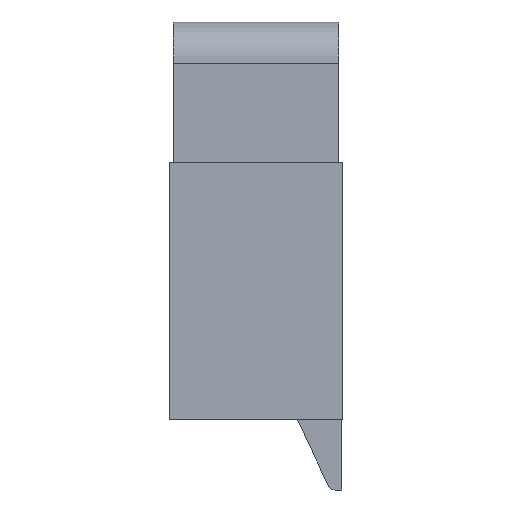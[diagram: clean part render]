
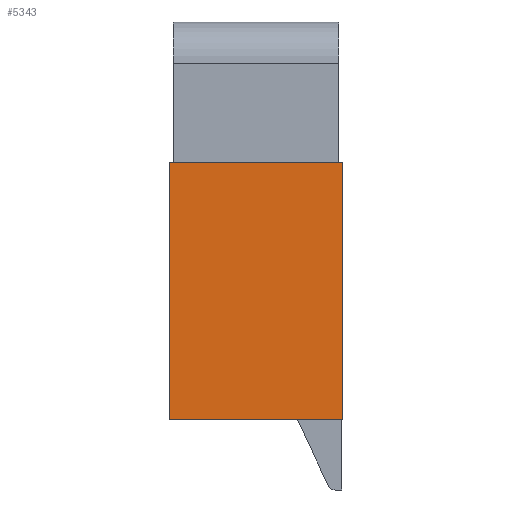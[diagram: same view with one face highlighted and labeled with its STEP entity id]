
A CAD part, left-side view. The second image highlights one B-rep face of the part: STEP entity #5343.
In plain terms, the highlighted planar face has unit normal (-1, 0, 0).
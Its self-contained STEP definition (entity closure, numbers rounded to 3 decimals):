
#1133=ORIENTED_EDGE('',*,*,#2239,.T.);
#1134=ORIENTED_EDGE('',*,*,#2233,.F.);
#1135=ORIENTED_EDGE('',*,*,#2229,.F.);
#1136=ORIENTED_EDGE('',*,*,#2240,.F.);
#1137=ORIENTED_EDGE('',*,*,#2241,.F.);
#1138=ORIENTED_EDGE('',*,*,#2236,.T.);
#2229=EDGE_CURVE('',#2833,#2824,#3474,.T.);
#2233=EDGE_CURVE('',#2824,#2835,#3478,.T.);
#2236=EDGE_CURVE('',#2838,#2837,#3481,.T.);
#2239=EDGE_CURVE('',#2837,#2835,#3484,.T.);
#2240=EDGE_CURVE('',#2840,#2833,#3485,.T.);
#2241=EDGE_CURVE('',#2838,#2840,#3486,.T.);
#2824=VERTEX_POINT('',#8271);
#2833=VERTEX_POINT('',#8304);
#2835=VERTEX_POINT('',#8313);
#2837=VERTEX_POINT('',#8318);
#2838=VERTEX_POINT('',#8320);
#2840=VERTEX_POINT('',#8327);
#3474=LINE('',#8305,#4207);
#3478=LINE('',#8312,#4211);
#3481=LINE('',#8319,#4214);
#3484=LINE('',#8325,#4217);
#3485=LINE('',#8326,#4218);
#3486=LINE('',#8328,#4219);
#4207=VECTOR('',#6751,1000.);
#4211=VECTOR('',#6759,1000.);
#4214=VECTOR('',#6764,1000.);
#4217=VECTOR('',#6769,1000.);
#4218=VECTOR('',#6770,1000.);
#4219=VECTOR('',#6771,1000.);
#4568=EDGE_LOOP('',(#1133,#1134,#1135,#1136,#1137,#1138));
#4833=FACE_BOUND('',#4568,.T.);
#5078=PLANE('',#5675);
#5343=ADVANCED_FACE('',(#4833),#5078,.F.);
#5675=AXIS2_PLACEMENT_3D('',#8324,#6767,#6768);
#6751=DIRECTION('',(0.,-1.,0.));
#6759=DIRECTION('',(0.,-1.,0.));
#6764=DIRECTION('',(0.,-1.,0.));
#6767=DIRECTION('',(1.,0.,0.));
#6768=DIRECTION('',(0.,0.,-1.));
#6769=DIRECTION('',(0.,0.,1.));
#6770=DIRECTION('',(0.,-1.,0.));
#6771=DIRECTION('',(0.,0.,1.));
#8271=CARTESIAN_POINT('',(-3.575,0.,-1.7));
#8304=CARTESIAN_POINT('',(-3.575,2.,-1.7));
#8305=CARTESIAN_POINT('',(-3.575,2.05,-1.7));
#8312=CARTESIAN_POINT('',(-3.575,2.05,-1.7));
#8313=CARTESIAN_POINT('',(-3.575,-0.05,-1.7));
#8318=CARTESIAN_POINT('',(-3.575,-0.05,-4.82));
#8319=CARTESIAN_POINT('',(-3.575,2.05,-4.82));
#8320=CARTESIAN_POINT('',(-3.575,2.05,-4.82));
#8324=CARTESIAN_POINT('',(-3.575,2.05,-4.82));
#8325=CARTESIAN_POINT('',(-3.575,-0.05,-4.82));
#8326=CARTESIAN_POINT('',(-3.575,2.05,-1.7));
#8327=CARTESIAN_POINT('',(-3.575,2.05,-1.7));
#8328=CARTESIAN_POINT('',(-3.575,2.05,-4.82));
